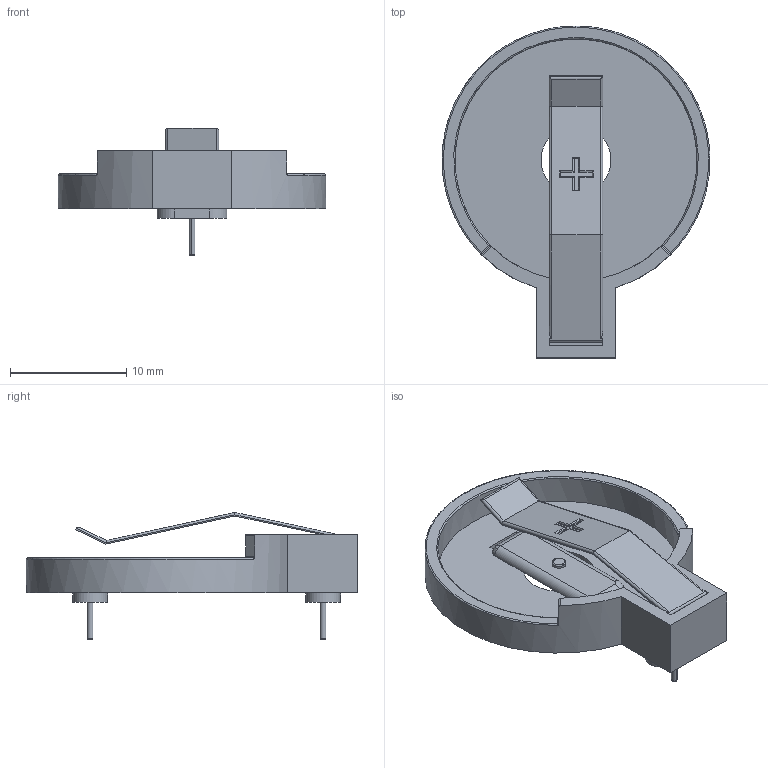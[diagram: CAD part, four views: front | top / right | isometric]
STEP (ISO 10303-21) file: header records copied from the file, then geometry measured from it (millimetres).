
FILE_DESCRIPTION(('FreeCAD Model'),'2;1');
FILE_NAME('User Library-BATTERY HOLDER CR2032.step', '2016-05-25T01:48:08',('Author'),(''), 'Open CASCADE STEP processor 6.8','FreeCAD','Unknown');
FILE_SCHEMA(('AUTOMOTIVE_DESIGN_CC2 { 1 2 10303 214 -1 1 5 4 }'));
Length unit declared in the file: millimetre
Products named in the file (2): ASSEMBLY; User_Library-BATTERY_HOLDER_CR2032
Assembly tree (1 placements, depth 2):
  ASSEMBLY
    User_Library-BATTERY_HOLDER_CR2032
Bounding box: 22.97 x 28.5 x 10.91 mm (x, y, z)
Volume: 597.5 mm3; surface area: 1785.7 mm2
Topology: 1 solids, 1 shells, 115 faces, 292 edges, 180 vertices
Faces by surface type: plane 55, cylinder 42, bspline 16, revolution 2
Entity records: 15185 total; most frequent: CARTESIAN_POINT 9223, DIRECTION 762, ORIENTED_EDGE 578, PCURVE 578, DEFINITIONAL_REPRESENTATION 578, LINE 436, VECTOR 436, B_SPLINE_CURVE_WITH_KNOTS 303
